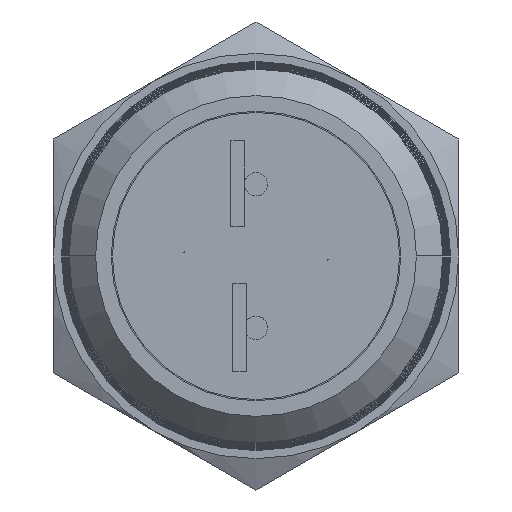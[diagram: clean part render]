
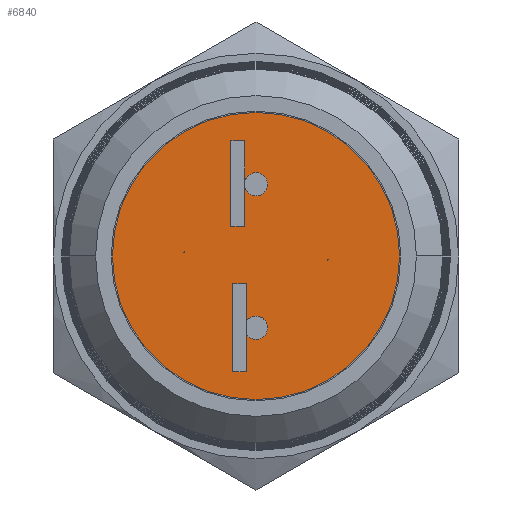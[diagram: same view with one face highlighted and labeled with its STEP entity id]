
A CAD part, front view. The second image highlights one B-rep face of the part: STEP entity #6840.
In plain terms, the highlighted planar face has unit normal (0, -1, 0).
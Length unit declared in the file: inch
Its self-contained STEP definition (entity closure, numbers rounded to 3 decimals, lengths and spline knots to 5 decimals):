
#135 = EDGE_CURVE ( 'NONE', #3685, #3571, #4456, .T. ) ;
#216 = EDGE_CURVE ( 'NONE', #3530, #3524, #4628, .T. ) ;
#227 = EDGE_CURVE ( 'NONE', #3763, #3483, #4559, .T. ) ;
#255 = EDGE_CURVE ( 'NONE', #3540, #3665, #4697, .T. ) ;
#268 = EDGE_CURVE ( 'NONE', #3728, #3646, #4440, .T. ) ;
#288 = EDGE_CURVE ( 'NONE', #3571, #3685, #4694, .T. ) ;
#403 = EDGE_CURVE ( 'NONE', #3483, #3763, #6701, .T. ) ;
#416 = EDGE_CURVE ( 'NONE', #3665, #3540, #6671, .T. ) ;
#428 = EDGE_CURVE ( 'NONE', #3646, #3728, #6638, .T. ) ;
#464 = EDGE_CURVE ( 'NONE', #3524, #3530, #6588, .T. ) ;
#1206 = CARTESIAN_POINT ( 'NONE',  ( 0., -2.23198, -0.31 ) ) ;
#1311 = DIRECTION ( 'NONE',  ( 1., 0., 0. ) ) ;
#1312 = DIRECTION ( 'NONE',  ( 0., -1., 0. ) ) ;
#1313 = CARTESIAN_POINT ( 'NONE',  ( 0., -2.23198, 0.155 ) ) ;
#1377 = DIRECTION ( 'NONE',  ( 1., 0., 0. ) ) ;
#1378 = DIRECTION ( 'NONE',  ( 0., -1., 0. ) ) ;
#1379 = CARTESIAN_POINT ( 'NONE',  ( 0., -2.23198, -0.155 ) ) ;
#1426 = DIRECTION ( 'NONE',  ( 1., 0., 0. ) ) ;
#1430 = DIRECTION ( 'NONE',  ( 0., 0., 1. ) ) ;
#1431 = DIRECTION ( 'NONE',  ( 0., 1., 0. ) ) ;
#1432 = CARTESIAN_POINT ( 'NONE',  ( 0.1548, -2.23198, -0.00782 ) ) ;
#1439 = DIRECTION ( 'NONE',  ( 0., -1., 0. ) ) ;
#1443 = CARTESIAN_POINT ( 'NONE',  ( 0., -2.23198, 0.155 ) ) ;
#1527 = DIRECTION ( 'NONE',  ( 0., 0., -1. ) ) ;
#1528 = DIRECTION ( 'NONE',  ( 0., 1., 0. ) ) ;
#1529 = CARTESIAN_POINT ( 'NONE',  ( 0., -2.23198, 0. ) ) ;
#1560 = DIRECTION ( 'NONE',  ( 0., 0., 1. ) ) ;
#1561 = DIRECTION ( 'NONE',  ( 0., 1., 0. ) ) ;
#1562 = CARTESIAN_POINT ( 'NONE',  ( -0.1548, -2.23198, 0.00782 ) ) ;
#2527 = CARTESIAN_POINT ( 'NONE',  ( 0., -2.23198, 0. ) ) ;
#2528 = DIRECTION ( 'NONE',  ( 0., 1., 0. ) ) ;
#2529 = DIRECTION ( 'NONE',  ( 0., 0., -1. ) ) ;
#2591 = CARTESIAN_POINT ( 'NONE',  ( 0.1548, -2.23198, -0.00782 ) ) ;
#2592 = DIRECTION ( 'NONE',  ( 0., 1., 0. ) ) ;
#2593 = DIRECTION ( 'NONE',  ( 0., 0., 1. ) ) ;
#2628 = CARTESIAN_POINT ( 'NONE',  ( 0., -2.23198, -0.155 ) ) ;
#2629 = DIRECTION ( 'NONE',  ( 0., -1., 0. ) ) ;
#2630 = DIRECTION ( 'NONE',  ( 1., 0., 0. ) ) ;
#3247 = EDGE_LOOP ( 'NONE', ( #5998, #5918 ) ) ;
#3257 = EDGE_LOOP ( 'NONE', ( #6006, #6047 ) ) ;
#3263 = EDGE_LOOP ( 'NONE', ( #5993, #6054 ) ) ;
#3339 = EDGE_LOOP ( 'NONE', ( #6038, #6034 ) ) ;
#3394 = EDGE_LOOP ( 'NONE', ( #6016, #6046 ) ) ;
#3483 = VERTEX_POINT ( 'NONE', #1206 ) ;
#3524 = VERTEX_POINT ( 'NONE', #4811 ) ;
#3530 = VERTEX_POINT ( 'NONE', #4817 ) ;
#3540 = VERTEX_POINT ( 'NONE', #4827 ) ;
#3571 = VERTEX_POINT ( 'NONE', #4858 ) ;
#3646 = VERTEX_POINT ( 'NONE', #4933 ) ;
#3665 = VERTEX_POINT ( 'NONE', #4952 ) ;
#3685 = VERTEX_POINT ( 'NONE', #4972 ) ;
#3728 = VERTEX_POINT ( 'NONE', #5015 ) ;
#3763 = VERTEX_POINT ( 'NONE', #5050 ) ;
#3834 = AXIS2_PLACEMENT_3D ( 'NONE', #5739, #5743, #5744 ) ;
#4029 = CARTESIAN_POINT ( 'NONE',  ( -0.1548, -2.23198, 0.00782 ) ) ;
#4030 = DIRECTION ( 'NONE',  ( 0., 1., 0. ) ) ;
#4031 = DIRECTION ( 'NONE',  ( 0., 0., 1. ) ) ;
#4440 = CIRCLE ( 'NONE', #4731, 0.025 ) ;
#4456 = CIRCLE ( 'NONE', #4459, 0.025 ) ;
#4459 = AXIS2_PLACEMENT_3D ( 'NONE', #1443, #1439, #1426 ) ;
#4559 = CIRCLE ( 'NONE', #4621, 0.31 ) ;
#4621 = AXIS2_PLACEMENT_3D ( 'NONE', #1529, #1528, #1527 ) ;
#4628 = CIRCLE ( 'NONE', #4686, 0.001 ) ;
#4686 = AXIS2_PLACEMENT_3D ( 'NONE', #1562, #1561, #1560 ) ;
#4694 = CIRCLE ( 'NONE', #4704, 0.025 ) ;
#4697 = CIRCLE ( 'NONE', #4740, 0.001 ) ;
#4704 = AXIS2_PLACEMENT_3D ( 'NONE', #1313, #1312, #1311 ) ;
#4731 = AXIS2_PLACEMENT_3D ( 'NONE', #1379, #1378, #1377 ) ;
#4740 = AXIS2_PLACEMENT_3D ( 'NONE', #1432, #1431, #1430 ) ;
#4811 = CARTESIAN_POINT ( 'NONE',  ( -0.1548, -2.23198, 0.00882 ) ) ;
#4817 = CARTESIAN_POINT ( 'NONE',  ( -0.1548, -2.23198, 0.00682 ) ) ;
#4827 = CARTESIAN_POINT ( 'NONE',  ( 0.1548, -2.23198, -0.00882 ) ) ;
#4858 = CARTESIAN_POINT ( 'NONE',  ( -0.025, -2.23198, 0.155 ) ) ;
#4933 = CARTESIAN_POINT ( 'NONE',  ( -0.025, -2.23198, -0.155 ) ) ;
#4952 = CARTESIAN_POINT ( 'NONE',  ( 0.1548, -2.23198, -0.00682 ) ) ;
#4972 = CARTESIAN_POINT ( 'NONE',  ( 0.025, -2.23198, 0.155 ) ) ;
#5015 = CARTESIAN_POINT ( 'NONE',  ( 0.025, -2.23198, -0.155 ) ) ;
#5050 = CARTESIAN_POINT ( 'NONE',  ( 0., -2.23198, 0.31 ) ) ;
#5728 = PLANE ( 'NONE',  #3834 ) ;
#5735 = FACE_BOUND ( 'NONE', #3257, .T. ) ;
#5736 = FACE_BOUND ( 'NONE', #3394, .T. ) ;
#5738 = FACE_OUTER_BOUND ( 'NONE', #3263, .T. ) ;
#5739 = CARTESIAN_POINT ( 'NONE',  ( 0., -2.23198, 0. ) ) ;
#5740 = FACE_BOUND ( 'NONE', #3339, .T. ) ;
#5742 = FACE_BOUND ( 'NONE', #3247, .T. ) ;
#5743 = DIRECTION ( 'NONE',  ( 0., 1., 0. ) ) ;
#5744 = DIRECTION ( 'NONE',  ( 0., 0., 1. ) ) ;
#5918 = ORIENTED_EDGE ( 'NONE', *, *, #216, .T. ) ;
#5993 = ORIENTED_EDGE ( 'NONE', *, *, #403, .F. ) ;
#5998 = ORIENTED_EDGE ( 'NONE', *, *, #464, .T. ) ;
#6006 = ORIENTED_EDGE ( 'NONE', *, *, #135, .F. ) ;
#6016 = ORIENTED_EDGE ( 'NONE', *, *, #268, .F. ) ;
#6034 = ORIENTED_EDGE ( 'NONE', *, *, #255, .T. ) ;
#6038 = ORIENTED_EDGE ( 'NONE', *, *, #416, .T. ) ;
#6046 = ORIENTED_EDGE ( 'NONE', *, *, #428, .F. ) ;
#6047 = ORIENTED_EDGE ( 'NONE', *, *, #288, .F. ) ;
#6054 = ORIENTED_EDGE ( 'NONE', *, *, #227, .F. ) ;
#6587 = AXIS2_PLACEMENT_3D ( 'NONE', #4029, #4030, #4031 ) ;
#6588 = CIRCLE ( 'NONE', #6587, 0.001 ) ;
#6635 = AXIS2_PLACEMENT_3D ( 'NONE', #2628, #2629, #2630 ) ;
#6638 = CIRCLE ( 'NONE', #6635, 0.025 ) ;
#6656 = AXIS2_PLACEMENT_3D ( 'NONE', #2591, #2592, #2593 ) ;
#6671 = CIRCLE ( 'NONE', #6656, 0.001 ) ;
#6695 = AXIS2_PLACEMENT_3D ( 'NONE', #2527, #2528, #2529 ) ;
#6701 = CIRCLE ( 'NONE', #6695, 0.31 ) ;
#6840 = ADVANCED_FACE ( 'NONE', ( #5736, #5738, #5740, #5742, #5735 ), #5728, .F. ) ;
